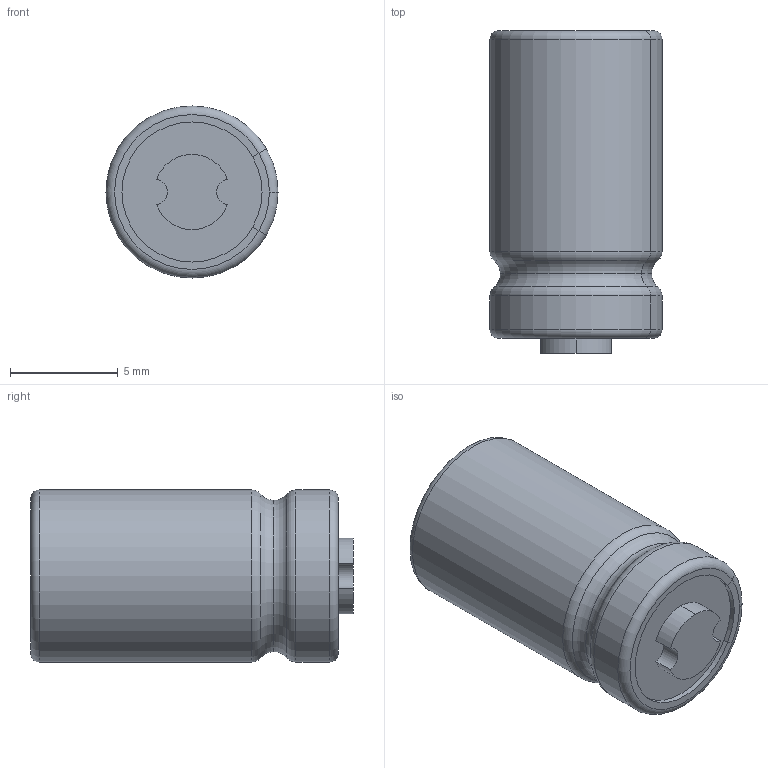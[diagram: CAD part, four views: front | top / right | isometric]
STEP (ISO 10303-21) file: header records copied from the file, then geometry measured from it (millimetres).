
FILE_DESCRIPTION(('FreeCAD Model'),'2;1');
FILE_NAME('Open CASCADE Shape Model','2025-09-17T22:10:04',('Author'),( ''),'Open CASCADE STEP processor 7.8','FreeCAD','Unknown');
FILE_SCHEMA(('AUTOMOTIVE_DESIGN { 1 0 10303 214 1 1 1 1 }'));
Length unit declared in the file: millimetre
Products named in the file (4): EEUEB1A476; EEUEB1A471; EEUEB1A472; EEUEB1A475
Assembly tree (3 placements, depth 2):
  EEUEB1A476
    EEUEB1A471
    EEUEB1A472
    EEUEB1A475
Bounding box: 8 x 15 x 8 mm (x, y, z)
Volume: 700.4 mm3; surface area: 771.6 mm2
Topology: 3 solids, 3 shells, 67 faces, 171 edges, 111 vertices
Faces by surface type: plane 28, cylinder 21, torus 18
Entity records: 2162 total; most frequent: DIRECTION 408, CARTESIAN_POINT 353, ORIENTED_EDGE 342, EDGE_CURVE 171, AXIS2_PLACEMENT_3D 166, VERTEX_POINT 111, CIRCLE 95, LINE 76
